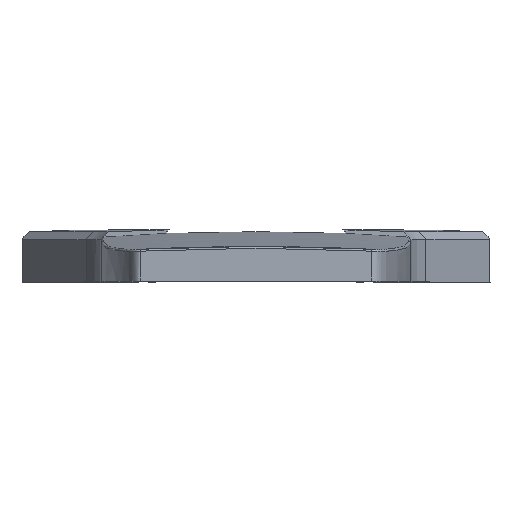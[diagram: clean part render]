
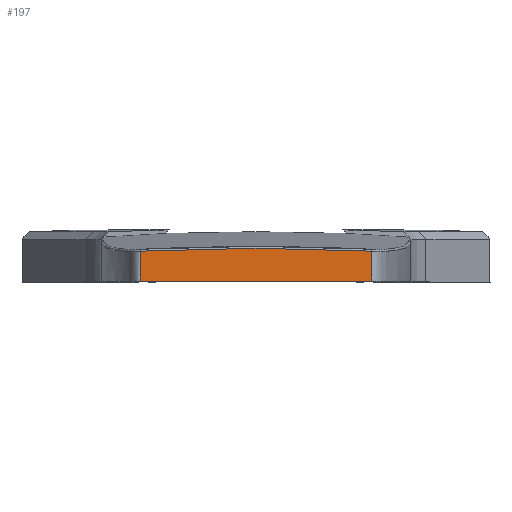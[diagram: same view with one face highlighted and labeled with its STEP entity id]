
A CAD part, top view. The second image highlights one B-rep face of the part: STEP entity #197.
In plain terms, the highlighted planar face has unit normal (0, 0, 1).
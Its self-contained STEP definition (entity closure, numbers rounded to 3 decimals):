
#50 = CARTESIAN_POINT ( 'NONE',  ( 70., 0., 0. ) ) ;
#66 = VERTEX_POINT ( 'NONE', #2640 ) ;
#112 = CARTESIAN_POINT ( 'NONE',  ( 80., 0., 0. ) ) ;
#197 = ADVANCED_FACE ( 'NONE', ( #1627 ), #1374, .F. ) ;
#198 = VECTOR ( 'NONE', #674, 1000. ) ;
#506 = CARTESIAN_POINT ( 'NONE',  ( 70., 0., 0. ) ) ;
#674 = DIRECTION ( 'NONE',  ( 1., 0., 0. ) ) ;
#1070 = B_SPLINE_CURVE_WITH_KNOTS ( 'NONE', 3,
 ( #506, #2185, #1924, #2775 ),
 .UNSPECIFIED., .F., .F.,
 ( 4, 4 ),
 ( 0., 0.863 ),
 .UNSPECIFIED. ) ;
#1116 = VERTEX_POINT ( 'NONE', #2669 ) ;
#1253 = AXIS2_PLACEMENT_3D ( 'NONE', #1409, #1608, #2192 ) ;
#1331 = CARTESIAN_POINT ( 'NONE',  ( 20., 8.224, 0. ) ) ;
#1374 = PLANE ( 'NONE',  #1253 ) ;
#1390 = CARTESIAN_POINT ( 'NONE',  ( 10., 5.181, 0. ) ) ;
#1409 = CARTESIAN_POINT ( 'NONE',  ( 80., 13., 0. ) ) ;
#1541 = CARTESIAN_POINT ( 'NONE',  ( 70., 7.771, 0. ) ) ;
#1599 = CARTESIAN_POINT ( 'NONE',  ( 40., 8.573, 0. ) ) ;
#1608 = DIRECTION ( 'NONE',  ( 0., 0., -1. ) ) ;
#1627 = FACE_OUTER_BOUND ( 'NONE', #2197, .T. ) ;
#1634 = CARTESIAN_POINT ( 'NONE',  ( 60., 8.224, 0. ) ) ;
#1681 = ORIENTED_EDGE ( 'NONE', *, *, #3484, .T. ) ;
#1776 = LINE ( 'NONE', #112, #198 ) ;
#1924 = CARTESIAN_POINT ( 'NONE',  ( 70., 5.181, 0. ) ) ;
#1959 = ORIENTED_EDGE ( 'NONE', *, *, #2215, .T. ) ;
#2183 = CARTESIAN_POINT ( 'NONE',  ( 65., 8.044, 0. ) ) ;
#2185 = CARTESIAN_POINT ( 'NONE',  ( 70., 2.59, 0. ) ) ;
#2190 = CARTESIAN_POINT ( 'NONE',  ( 10., 0., 0. ) ) ;
#2192 = DIRECTION ( 'NONE',  ( -1., 0., 0. ) ) ;
#2197 = EDGE_LOOP ( 'NONE', ( #1959, #2807, #3580, #1681 ) ) ;
#2215 = EDGE_CURVE ( 'NONE', #3147, #2508, #1070, .T. ) ;
#2222 = B_SPLINE_CURVE_WITH_KNOTS ( 'NONE', 3,
 ( #3560, #1390, #2263, #2190 ),
 .UNSPECIFIED., .F., .F.,
 ( 4, 4 ),
 ( 0.137, 1. ),
 .UNSPECIFIED. ) ;
#2263 = CARTESIAN_POINT ( 'NONE',  ( 10., 2.59, 0. ) ) ;
#2433 = CARTESIAN_POINT ( 'NONE',  ( 15., 8.044, 0. ) ) ;
#2450 = CARTESIAN_POINT ( 'NONE',  ( 10., 7.771, 0. ) ) ;
#2508 = VERTEX_POINT ( 'NONE', #1541 ) ;
#2640 = CARTESIAN_POINT ( 'NONE',  ( 10., 0., 0. ) ) ;
#2669 = CARTESIAN_POINT ( 'NONE',  ( 10., 7.771, 0. ) ) ;
#2705 = CARTESIAN_POINT ( 'NONE',  ( 30., 8.461, 0. ) ) ;
#2775 = CARTESIAN_POINT ( 'NONE',  ( 70., 7.771, 0. ) ) ;
#2807 = ORIENTED_EDGE ( 'NONE', *, *, #2838, .T. ) ;
#2838 = EDGE_CURVE ( 'NONE', #2508, #1116, #3029, .T. ) ;
#3029 = B_SPLINE_CURVE_WITH_KNOTS ( 'NONE', 3,
 ( #3315, #2183, #1634, #3519, #1599, #2705, #1331, #2433, #2450 ),
 .UNSPECIFIED., .F., .F.,
 ( 4, 2, 1, 2, 4 ),
 ( 0., 0.015, 0.03, 0.045, 0.06 ),
 .UNSPECIFIED. ) ;
#3147 = VERTEX_POINT ( 'NONE', #50 ) ;
#3315 = CARTESIAN_POINT ( 'NONE',  ( 70., 7.771, 0. ) ) ;
#3367 = EDGE_CURVE ( 'NONE', #1116, #66, #2222, .T. ) ;
#3484 = EDGE_CURVE ( 'NONE', #66, #3147, #1776, .T. ) ;
#3519 = CARTESIAN_POINT ( 'NONE',  ( 50., 8.461, 0. ) ) ;
#3560 = CARTESIAN_POINT ( 'NONE',  ( 10., 7.771, 0. ) ) ;
#3580 = ORIENTED_EDGE ( 'NONE', *, *, #3367, .T. ) ;
